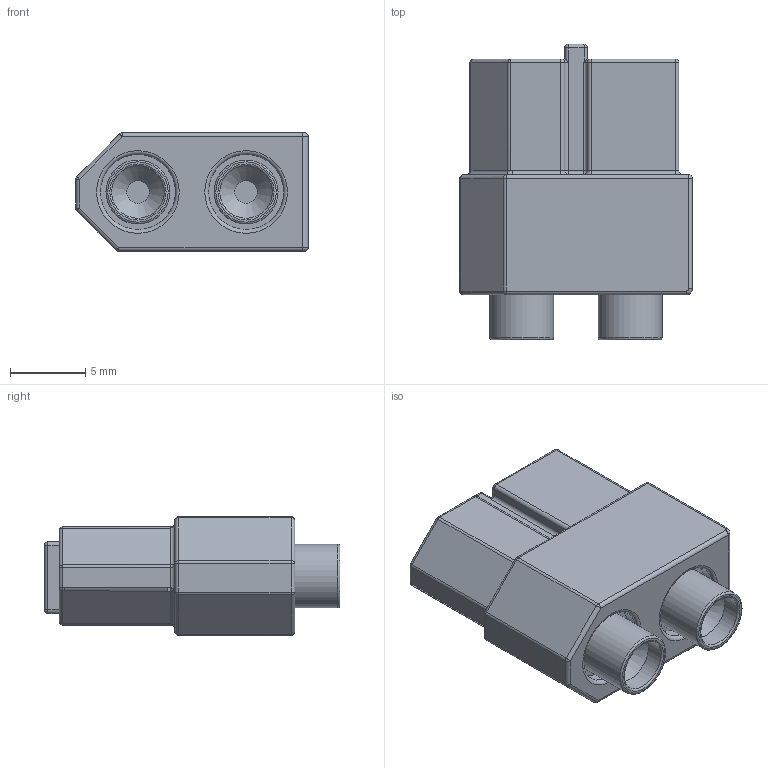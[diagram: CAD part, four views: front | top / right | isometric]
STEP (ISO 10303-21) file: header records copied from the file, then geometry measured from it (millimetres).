
FILE_DESCRIPTION(/* description */ (''),/* implementation_level */ '2;1');
FILE_NAME(/* name */ 'XT60PB-F v1.step',/* time_stamp */ '2023-08-29T12:25:27+02:00',/* author */ (''),/* organization */ (''),/* preprocessor_version */ 'ST-DEVELOPER v20',/* originating_system */ 'Autodesk Translation Framework v12.9.0.99',/* authorisation */ '');
FILE_SCHEMA (('AUTOMOTIVE_DESIGN { 1 0 10303 214 3 1 1 }'));
Length unit declared in the file: millimetre
Products named in the file (1): XT60PB-F
Bounding box: 15.49 x 19.69 x 7.9 mm (x, y, z)
Volume: 1457.7 mm3; surface area: 1195.5 mm2
Topology: 1 solids, 1 shells, 148 faces, 322 edges, 166 vertices
Faces by surface type: cylinder 65, plane 33, sphere 23, torus 19, bspline 6, cone 2
Full cylindrical faces by diameter (mm): 3.5 x4, 4 x2, 4.26 x2, 5 x2
Entity records: 4408 total; most frequent: CARTESIAN_POINT 1051, DIRECTION 743, ORIENTED_EDGE 602, AXIS2_PLACEMENT_3D 309, EDGE_CURVE 301, VERTEX_POINT 166, CIRCLE 161, EDGE_LOOP 159
